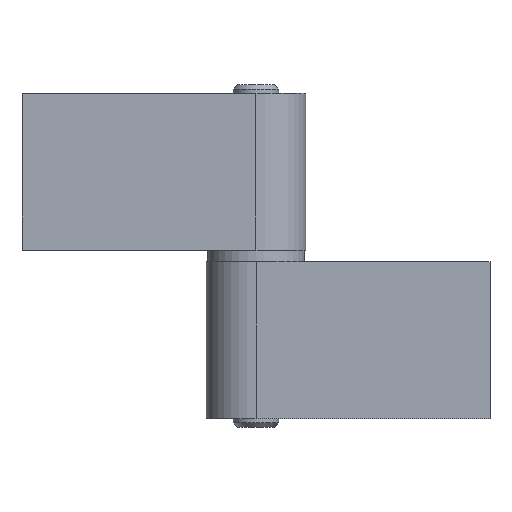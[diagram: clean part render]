
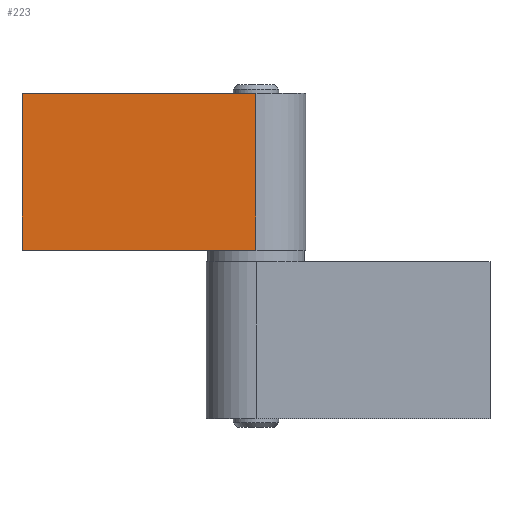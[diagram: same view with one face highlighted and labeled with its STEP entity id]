
A CAD part, top view. The second image highlights one B-rep face of the part: STEP entity #223.
In plain terms, the highlighted planar face has unit normal (0, 0, 1).
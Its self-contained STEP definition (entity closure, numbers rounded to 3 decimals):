
#4 = VERTEX_POINT ( 'NONE', #303 ) ;
#6 = EDGE_CURVE ( 'NONE', #187, #4, #302, .T. ) ;
#34 = VERTEX_POINT ( 'NONE', #152 ) ;
#36 = EDGE_CURVE ( 'NONE', #187, #34, #245, .T. ) ;
#152 = CARTESIAN_POINT ( 'NONE',  ( 0., 0., 17.5 ) ) ;
#187 = VERTEX_POINT ( 'NONE', #456 ) ;
#207 = ORIENTED_EDGE ( 'NONE', *, *, #281, .T. ) ;
#223 = ADVANCED_FACE ( 'NONE', ( #525 ), #524, .F. ) ;
#224 = EDGE_LOOP ( 'NONE', ( #207, #258, #260, #250 ) ) ;
#242 = DIRECTION ( 'NONE',  ( 0., -1., 0. ) ) ;
#243 = VECTOR ( 'NONE', #242, 1000. ) ;
#244 = CARTESIAN_POINT ( 'NONE',  ( 0., 55., 17.5 ) ) ;
#245 = LINE ( 'NONE', #244, #243 ) ;
#250 = ORIENTED_EDGE ( 'NONE', *, *, #36, .T. ) ;
#258 = ORIENTED_EDGE ( 'NONE', *, *, #259, .F. ) ;
#259 = EDGE_CURVE ( 'NONE', #4, #279, #589, .T. ) ;
#260 = ORIENTED_EDGE ( 'NONE', *, *, #6, .F. ) ;
#279 = VERTEX_POINT ( 'NONE', #601 ) ;
#281 = EDGE_CURVE ( 'NONE', #34, #279, #600, .T. ) ;
#299 = DIRECTION ( 'NONE',  ( 1., 0., 0. ) ) ;
#300 = VECTOR ( 'NONE', #299, 1000. ) ;
#301 = CARTESIAN_POINT ( 'NONE',  ( 0., 55., 17.5 ) ) ;
#302 = LINE ( 'NONE', #301, #300 ) ;
#303 = CARTESIAN_POINT ( 'NONE',  ( 82., 55., 17.5 ) ) ;
#456 = CARTESIAN_POINT ( 'NONE',  ( 0., 55., 17.5 ) ) ;
#520 = DIRECTION ( 'NONE',  ( -1., 0., 0. ) ) ;
#521 = DIRECTION ( 'NONE',  ( 0., 0., -1. ) ) ;
#522 = CARTESIAN_POINT ( 'NONE',  ( 0., 55., 17.5 ) ) ;
#523 = AXIS2_PLACEMENT_3D ( 'NONE', #522, #521, #520 ) ;
#524 = PLANE ( 'NONE',  #523 ) ;
#525 = FACE_OUTER_BOUND ( 'NONE', #224, .T. ) ;
#586 = DIRECTION ( 'NONE',  ( 0., -1., 0. ) ) ;
#587 = VECTOR ( 'NONE', #586, 1000. ) ;
#588 = CARTESIAN_POINT ( 'NONE',  ( 82., 55., 17.5 ) ) ;
#589 = LINE ( 'NONE', #588, #587 ) ;
#597 = DIRECTION ( 'NONE',  ( 1., 0., 0. ) ) ;
#598 = VECTOR ( 'NONE', #597, 1000. ) ;
#599 = CARTESIAN_POINT ( 'NONE',  ( 0., 0., 17.5 ) ) ;
#600 = LINE ( 'NONE', #599, #598 ) ;
#601 = CARTESIAN_POINT ( 'NONE',  ( 82., 0., 17.5 ) ) ;
